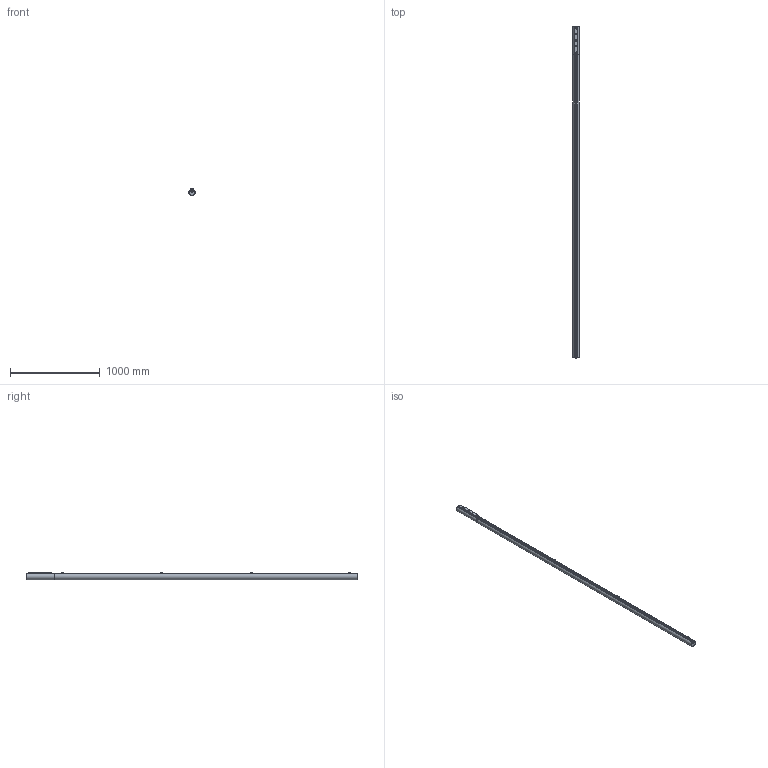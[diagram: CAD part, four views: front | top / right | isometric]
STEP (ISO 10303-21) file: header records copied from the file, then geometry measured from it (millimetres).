
FILE_DESCRIPTION(/* description */ ('This is a sample STEP configuration'),/* implementation_level */ '2;1');
FILE_NAME(/* name */ '720-00335xxxxxxx _Simple.ipt_Rev_00.2.stp',/* time_stamp */ '2021-02-06T14:39:49+01:00',/* author */ ('powerJobs'),/* organization */ ('coolOrange'),/* preprocessor_version */ 'ST-DEVELOPER v18.1',/* originating_system */ 'Autodesk Inventor 2020',/* authorisation */ '');
FILE_SCHEMA (('AUTOMOTIVE_DESIGN { 1 0 10303 214 3 1 1 }'));
Products named in the file (1): ENG000018526
Bounding box: 69.88 x 3706 x 83.32 mm (x, y, z)
Volume: 2214176.2 mm3; surface area: 2616690 mm2
Topology: 22 solids, 42 shells, 8985 faces, 24973 edges, 15862 vertices
Faces by surface type: plane 4531, cylinder 2397, bspline 1197, cone 395, torus 233, sphere 232
Full cylindrical faces by diameter (mm): 1.5 x4, 2.1 x16, 2.2 x1, 2.5 x18, 2.6 x15, 2.7 x4, 2.8 x2, 3 x11, 3.4 x4, 3.7 x1, 3.8 x1, 3.9 x2, 3.95 x1, 4.1 x1, 4.2 x1, 4.5 x1, 4.6 x2, 4.7 x6, 4.996 x5, 5 x29, 5.2 x12, 5.4 x3, 5.9 x1, 7.6 x1, 8.3 x7, 8.4 x7, 10 x1, 10.4 x7
Entity records: 343777 total; most frequent: CARTESIAN_POINT 108137, ORIENTED_EDGE 49694, DIRECTION 45046, EDGE_CURVE 24847, VERTEX_POINT 15862, AXIS2_PLACEMENT_3D 15098, LINE 14850, VECTOR 14850
